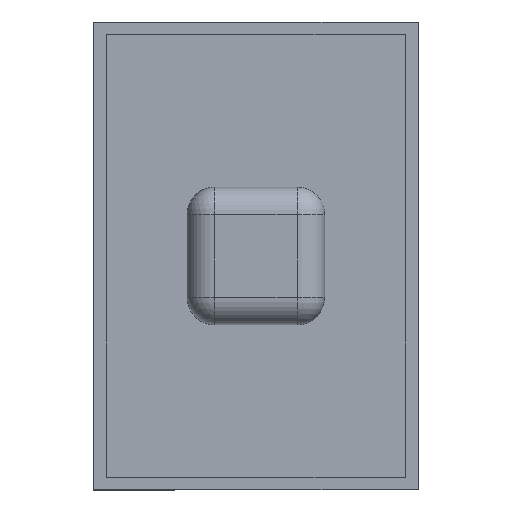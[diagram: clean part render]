
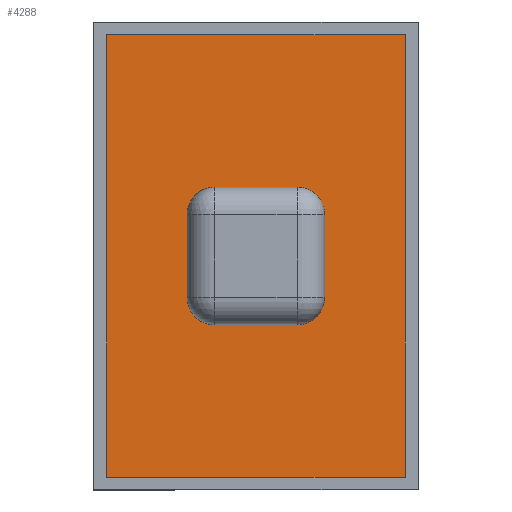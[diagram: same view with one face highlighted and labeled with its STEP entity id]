
A CAD part, top view. The second image highlights one B-rep face of the part: STEP entity #4288.
In plain terms, the highlighted planar face has unit normal (0, 0, 1).
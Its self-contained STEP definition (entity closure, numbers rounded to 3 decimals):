
#615 = CARTESIAN_POINT ( 'NONE',  ( 0.25, -0.15, 0.2 ) ) ;
#695 = ORIENTED_EDGE ( 'NONE', *, *, #2677, .F. ) ;
#697 = CARTESIAN_POINT ( 'NONE',  ( 0., 0., 0.2 ) ) ;
#818 = VERTEX_POINT ( 'NONE', #11539 ) ;
#936 = EDGE_CURVE ( 'NONE', #15617, #2828, #7903, .T. ) ;
#1119 = DIRECTION ( 'NONE',  ( -1., 0., 0. ) ) ;
#1550 = LINE ( 'NONE', #7693, #7541 ) ;
#1681 = EDGE_CURVE ( 'NONE', #818, #2482, #3848, .T. ) ;
#2008 = PLANE ( 'NONE',  #4175 ) ;
#2334 = CARTESIAN_POINT ( 'NONE',  ( 0.15, -0.15, 0.2 ) ) ;
#2482 = VERTEX_POINT ( 'NONE', #5963 ) ;
#2507 = EDGE_CURVE ( 'NONE', #12522, #15617, #1550, .T. ) ;
#2572 = VECTOR ( 'NONE', #9151, 1000. ) ;
#2632 = ORIENTED_EDGE ( 'NONE', *, *, #6528, .F. ) ;
#2677 = EDGE_CURVE ( 'NONE', #19826, #11732, #5539, .T. ) ;
#2720 = ORIENTED_EDGE ( 'NONE', *, *, #18276, .T. ) ;
#2828 = VERTEX_POINT ( 'NONE', #3683 ) ;
#2836 = DIRECTION ( 'NONE',  ( 0., 1., 0. ) ) ;
#2885 = LINE ( 'NONE', #7839, #2572 ) ;
#3117 = DIRECTION ( 'NONE',  ( 1., 0., 0. ) ) ;
#3683 = CARTESIAN_POINT ( 'NONE',  ( -0.543, 0.804, 0.2 ) ) ;
#3843 = CARTESIAN_POINT ( 'NONE',  ( -0.25, 0.15, 0.2 ) ) ;
#3848 = LINE ( 'NONE', #19532, #16181 ) ;
#3883 = VERTEX_POINT ( 'NONE', #8904 ) ;
#4175 = AXIS2_PLACEMENT_3D ( 'NONE', #697, #17798, #8358 ) ;
#4288 = ADVANCED_FACE ( 'NONE', ( #9673, #15858 ), #2008, .T. ) ;
#5051 = CARTESIAN_POINT ( 'NONE',  ( 0.15, 0.25, 0.2 ) ) ;
#5539 = LINE ( 'NONE', #8868, #13340 ) ;
#5651 = ORIENTED_EDGE ( 'NONE', *, *, #15287, .T. ) ;
#5793 = CARTESIAN_POINT ( 'NONE',  ( -0.543, -0.804, 0.2 ) ) ;
#5842 = ORIENTED_EDGE ( 'NONE', *, *, #7413, .T. ) ;
#5963 = CARTESIAN_POINT ( 'NONE',  ( 0.15, -0.25, 0.2 ) ) ;
#6528 = EDGE_CURVE ( 'NONE', #15614, #11382, #2885, .T. ) ;
#6599 = ORIENTED_EDGE ( 'NONE', *, *, #17042, .T. ) ;
#6779 = AXIS2_PLACEMENT_3D ( 'NONE', #12298, #18603, #3117 ) ;
#7184 = DIRECTION ( 'NONE',  ( 1., 0., 0. ) ) ;
#7245 = DIRECTION ( 'NONE',  ( 1., 0., 0. ) ) ;
#7413 = EDGE_CURVE ( 'NONE', #19826, #3883, #15190, .T. ) ;
#7541 = VECTOR ( 'NONE', #2836, 1000. ) ;
#7693 = CARTESIAN_POINT ( 'NONE',  ( 0.543, -0.804, 0.2 ) ) ;
#7698 = ORIENTED_EDGE ( 'NONE', *, *, #2507, .T. ) ;
#7839 = CARTESIAN_POINT ( 'NONE',  ( -0.25, -0.25, 0.2 ) ) ;
#7903 = LINE ( 'NONE', #17594, #18595 ) ;
#8358 = DIRECTION ( 'NONE',  ( 1., 0., 0. ) ) ;
#8362 = DIRECTION ( 'NONE',  ( 0., 0., -1. ) ) ;
#8868 = CARTESIAN_POINT ( 'NONE',  ( 0.25, 0.25, 0.2 ) ) ;
#8904 = CARTESIAN_POINT ( 'NONE',  ( 0.25, 0.15, 0.2 ) ) ;
#9151 = DIRECTION ( 'NONE',  ( 0., -1., 0. ) ) ;
#9673 = FACE_OUTER_BOUND ( 'NONE', #15322, .T. ) ;
#10170 = CARTESIAN_POINT ( 'NONE',  ( 0.25, -0.25, 0.2 ) ) ;
#10311 = AXIS2_PLACEMENT_3D ( 'NONE', #2334, #12084, #18298 ) ;
#10656 = CIRCLE ( 'NONE', #17811, 0.1 ) ;
#10772 = CARTESIAN_POINT ( 'NONE',  ( -0.543, -0.804, 0.2 ) ) ;
#10984 = CIRCLE ( 'NONE', #14530, 0.1 ) ;
#11145 = DIRECTION ( 'NONE',  ( 0., 0., -1. ) ) ;
#11352 = CARTESIAN_POINT ( 'NONE',  ( -0.15, -0.15, 0.2 ) ) ;
#11382 = VERTEX_POINT ( 'NONE', #12669 ) ;
#11539 = CARTESIAN_POINT ( 'NONE',  ( -0.15, -0.25, 0.2 ) ) ;
#11543 = LINE ( 'NONE', #14788, #11775 ) ;
#11682 = LINE ( 'NONE', #10170, #14543 ) ;
#11732 = VERTEX_POINT ( 'NONE', #13334 ) ;
#11775 = VECTOR ( 'NONE', #17756, 1000. ) ;
#11827 = VECTOR ( 'NONE', #16563, 1000. ) ;
#12070 = EDGE_CURVE ( 'NONE', #15614, #11732, #10656, .T. ) ;
#12084 = DIRECTION ( 'NONE',  ( 0., 0., -1. ) ) ;
#12177 = EDGE_CURVE ( 'NONE', #18837, #3883, #11682, .T. ) ;
#12298 = CARTESIAN_POINT ( 'NONE',  ( 0.15, 0.15, 0.2 ) ) ;
#12456 = ORIENTED_EDGE ( 'NONE', *, *, #1681, .F. ) ;
#12522 = VERTEX_POINT ( 'NONE', #13600 ) ;
#12669 = CARTESIAN_POINT ( 'NONE',  ( -0.25, -0.15, 0.2 ) ) ;
#12748 = EDGE_LOOP ( 'NONE', ( #12456, #5651, #2632, #18207, #695, #5842, #17130, #14290 ) ) ;
#13104 = DIRECTION ( 'NONE',  ( -1., 0., 0. ) ) ;
#13309 = DIRECTION ( 'NONE',  ( 0., 1., 0. ) ) ;
#13334 = CARTESIAN_POINT ( 'NONE',  ( -0.15, 0.25, 0.2 ) ) ;
#13338 = CARTESIAN_POINT ( 'NONE',  ( 0.543, 0.804, 0.2 ) ) ;
#13340 = VECTOR ( 'NONE', #1119, 1000. ) ;
#13570 = VERTEX_POINT ( 'NONE', #5793 ) ;
#13600 = CARTESIAN_POINT ( 'NONE',  ( 0.543, -0.804, 0.2 ) ) ;
#14290 = ORIENTED_EDGE ( 'NONE', *, *, #14674, .T. ) ;
#14530 = AXIS2_PLACEMENT_3D ( 'NONE', #11352, #11145, #17349 ) ;
#14543 = VECTOR ( 'NONE', #13309, 1000. ) ;
#14674 = EDGE_CURVE ( 'NONE', #18837, #2482, #19386, .T. ) ;
#14788 = CARTESIAN_POINT ( 'NONE',  ( 0.543, -0.804, 0.2 ) ) ;
#15190 = CIRCLE ( 'NONE', #6779, 0.1 ) ;
#15287 = EDGE_CURVE ( 'NONE', #818, #11382, #10984, .T. ) ;
#15322 = EDGE_LOOP ( 'NONE', ( #6599, #2720, #7698, #15694 ) ) ;
#15614 = VERTEX_POINT ( 'NONE', #3843 ) ;
#15617 = VERTEX_POINT ( 'NONE', #13338 ) ;
#15694 = ORIENTED_EDGE ( 'NONE', *, *, #936, .T. ) ;
#15858 = FACE_BOUND ( 'NONE', #12748, .T. ) ;
#16181 = VECTOR ( 'NONE', #7184, 1000. ) ;
#16355 = CARTESIAN_POINT ( 'NONE',  ( -0.15, 0.15, 0.2 ) ) ;
#16563 = DIRECTION ( 'NONE',  ( 0., -1., 0. ) ) ;
#17042 = EDGE_CURVE ( 'NONE', #2828, #13570, #19913, .T. ) ;
#17130 = ORIENTED_EDGE ( 'NONE', *, *, #12177, .F. ) ;
#17349 = DIRECTION ( 'NONE',  ( 1., 0., 0. ) ) ;
#17594 = CARTESIAN_POINT ( 'NONE',  ( 0.543, 0.804, 0.2 ) ) ;
#17756 = DIRECTION ( 'NONE',  ( 1., 0., 0. ) ) ;
#17798 = DIRECTION ( 'NONE',  ( 0., 0., 1. ) ) ;
#17811 = AXIS2_PLACEMENT_3D ( 'NONE', #16355, #8362, #7245 ) ;
#18207 = ORIENTED_EDGE ( 'NONE', *, *, #12070, .T. ) ;
#18276 = EDGE_CURVE ( 'NONE', #13570, #12522, #11543, .T. ) ;
#18298 = DIRECTION ( 'NONE',  ( 1., 0., 0. ) ) ;
#18595 = VECTOR ( 'NONE', #13104, 1000. ) ;
#18603 = DIRECTION ( 'NONE',  ( 0., 0., -1. ) ) ;
#18837 = VERTEX_POINT ( 'NONE', #615 ) ;
#19386 = CIRCLE ( 'NONE', #10311, 0.1 ) ;
#19532 = CARTESIAN_POINT ( 'NONE',  ( 0.25, -0.25, 0.2 ) ) ;
#19826 = VERTEX_POINT ( 'NONE', #5051 ) ;
#19913 = LINE ( 'NONE', #10772, #11827 ) ;
